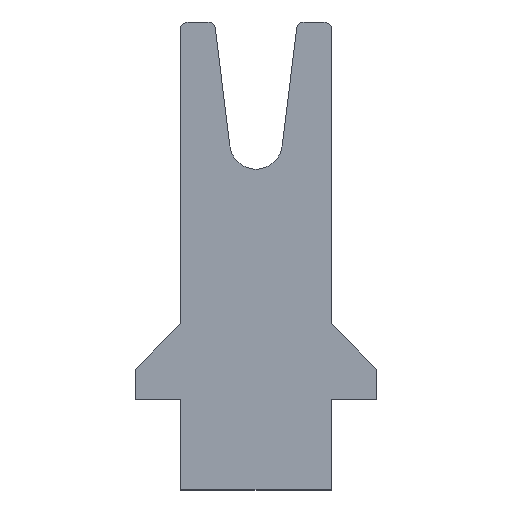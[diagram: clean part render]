
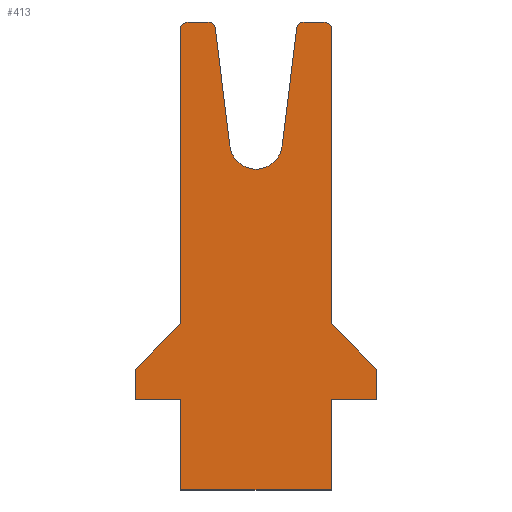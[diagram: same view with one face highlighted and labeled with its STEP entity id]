
A CAD part, top view. The second image highlights one B-rep face of the part: STEP entity #413.
In plain terms, the highlighted planar face has unit normal (0, 0, 1).
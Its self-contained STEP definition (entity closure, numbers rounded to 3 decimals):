
#16=PLANE('',#439);
#34=FACE_OUTER_BOUND('',#56,.T.);
#56=EDGE_LOOP('',(#294,#295,#296,#297,#298,#299,#300,#301,#302,#303,#304,
#305,#306,#307,#308,#309,#310,#311,#312,#313));
#78=LINE('',#595,#128);
#81=LINE('',#601,#131);
#82=LINE('',#605,#132);
#83=LINE('',#609,#133);
#84=LINE('',#613,#134);
#85=LINE('',#617,#135);
#86=LINE('',#619,#136);
#87=LINE('',#621,#137);
#88=LINE('',#623,#138);
#89=LINE('',#625,#139);
#90=LINE('',#627,#140);
#91=LINE('',#629,#141);
#92=LINE('',#631,#142);
#93=LINE('',#633,#143);
#94=LINE('',#634,#144);
#128=VECTOR('',#479,19.5);
#131=VECTOR('',#484,1.308);
#132=VECTOR('',#487,7.834);
#133=VECTOR('',#490,7.834);
#134=VECTOR('',#493,1.308);
#135=VECTOR('',#496,19.5);
#136=VECTOR('',#497,4.243);
#137=VECTOR('',#498,2.);
#138=VECTOR('',#499,3.);
#139=VECTOR('',#500,6.);
#140=VECTOR('',#501,10.);
#141=VECTOR('',#502,6.);
#142=VECTOR('',#503,3.);
#143=VECTOR('',#504,2.);
#144=VECTOR('',#505,4.243);
#177=CIRCLE('',#437,0.5);
#178=CIRCLE('',#440,0.5);
#179=CIRCLE('',#441,1.75);
#180=CIRCLE('',#442,0.5);
#181=CIRCLE('',#443,0.5);
#188=VERTEX_POINT('',#588);
#189=VERTEX_POINT('',#590);
#190=VERTEX_POINT('',#594);
#192=VERTEX_POINT('',#600);
#193=VERTEX_POINT('',#602);
#194=VERTEX_POINT('',#604);
#195=VERTEX_POINT('',#606);
#196=VERTEX_POINT('',#608);
#197=VERTEX_POINT('',#610);
#198=VERTEX_POINT('',#612);
#199=VERTEX_POINT('',#614);
#200=VERTEX_POINT('',#616);
#201=VERTEX_POINT('',#618);
#202=VERTEX_POINT('',#620);
#203=VERTEX_POINT('',#622);
#204=VERTEX_POINT('',#624);
#205=VERTEX_POINT('',#626);
#206=VERTEX_POINT('',#628);
#207=VERTEX_POINT('',#630);
#208=VERTEX_POINT('',#632);
#228=EDGE_CURVE('',#188,#189,#177,.T.);
#230=EDGE_CURVE('',#190,#189,#78,.T.);
#233=EDGE_CURVE('',#188,#192,#81,.T.);
#234=EDGE_CURVE('',#193,#192,#178,.T.);
#235=EDGE_CURVE('',#193,#194,#82,.T.);
#236=EDGE_CURVE('',#194,#195,#179,.T.);
#237=EDGE_CURVE('',#195,#196,#83,.T.);
#238=EDGE_CURVE('',#197,#196,#180,.T.);
#239=EDGE_CURVE('',#197,#198,#84,.T.);
#240=EDGE_CURVE('',#199,#198,#181,.T.);
#241=EDGE_CURVE('',#199,#200,#85,.T.);
#242=EDGE_CURVE('',#201,#200,#86,.T.);
#243=EDGE_CURVE('',#201,#202,#87,.T.);
#244=EDGE_CURVE('',#202,#203,#88,.T.);
#245=EDGE_CURVE('',#203,#204,#89,.T.);
#246=EDGE_CURVE('',#204,#205,#90,.T.);
#247=EDGE_CURVE('',#205,#206,#91,.T.);
#248=EDGE_CURVE('',#206,#207,#92,.T.);
#249=EDGE_CURVE('',#207,#208,#93,.T.);
#250=EDGE_CURVE('',#190,#208,#94,.T.);
#294=ORIENTED_EDGE('',*,*,#228,.F.);
#295=ORIENTED_EDGE('',*,*,#233,.T.);
#296=ORIENTED_EDGE('',*,*,#234,.F.);
#297=ORIENTED_EDGE('',*,*,#235,.T.);
#298=ORIENTED_EDGE('',*,*,#236,.T.);
#299=ORIENTED_EDGE('',*,*,#237,.T.);
#300=ORIENTED_EDGE('',*,*,#238,.F.);
#301=ORIENTED_EDGE('',*,*,#239,.T.);
#302=ORIENTED_EDGE('',*,*,#240,.F.);
#303=ORIENTED_EDGE('',*,*,#241,.T.);
#304=ORIENTED_EDGE('',*,*,#242,.F.);
#305=ORIENTED_EDGE('',*,*,#243,.T.);
#306=ORIENTED_EDGE('',*,*,#244,.T.);
#307=ORIENTED_EDGE('',*,*,#245,.T.);
#308=ORIENTED_EDGE('',*,*,#246,.T.);
#309=ORIENTED_EDGE('',*,*,#247,.T.);
#310=ORIENTED_EDGE('',*,*,#248,.T.);
#311=ORIENTED_EDGE('',*,*,#249,.T.);
#312=ORIENTED_EDGE('',*,*,#250,.F.);
#313=ORIENTED_EDGE('',*,*,#230,.T.);
#413=ADVANCED_FACE('',(#34),#16,.T.);
#437=AXIS2_PLACEMENT_3D('',#591,#474,#475);
#439=AXIS2_PLACEMENT_3D('',#599,#482,#483);
#440=AXIS2_PLACEMENT_3D('',#603,#485,#486);
#441=AXIS2_PLACEMENT_3D('',#607,#488,#489);
#442=AXIS2_PLACEMENT_3D('',#611,#491,#492);
#443=AXIS2_PLACEMENT_3D('',#615,#494,#495);
#474=DIRECTION('center_axis',(0.,0.,-1.));
#475=DIRECTION('ref_axis',(0.707,0.707,0.));
#479=DIRECTION('',(0.,1.,0.));
#482=DIRECTION('center_axis',(0.,0.,1.));
#483=DIRECTION('ref_axis',(1.,0.,0.));
#484=DIRECTION('',(-1.,0.,0.));
#485=DIRECTION('center_axis',(0.,0.,-1.));
#486=DIRECTION('ref_axis',(-0.662,0.749,0.));
#487=DIRECTION('',(-0.122,-0.992,0.));
#488=DIRECTION('center_axis',(0.,0.,-1.));
#489=DIRECTION('ref_axis',(1.,0.,0.));
#490=DIRECTION('',(-0.122,0.992,0.));
#491=DIRECTION('center_axis',(0.,0.,-1.));
#492=DIRECTION('ref_axis',(0.662,0.749,0.));
#493=DIRECTION('',(-1.,0.,0.));
#494=DIRECTION('center_axis',(0.,0.,-1.));
#495=DIRECTION('ref_axis',(-0.707,0.707,0.));
#496=DIRECTION('',(0.,-1.,0.));
#497=DIRECTION('',(0.707,0.707,0.));
#498=DIRECTION('',(0.,-1.,0.));
#499=DIRECTION('',(1.,0.,0.));
#500=DIRECTION('',(0.,-1.,0.));
#501=DIRECTION('',(1.,0.,0.));
#502=DIRECTION('',(0.,1.,0.));
#503=DIRECTION('',(1.,0.,0.));
#504=DIRECTION('',(0.,1.,0.));
#505=DIRECTION('',(0.707,-0.707,0.));
#588=CARTESIAN_POINT('',(9.5,25.,6.));
#590=CARTESIAN_POINT('',(10.,24.5,6.));
#591=CARTESIAN_POINT('Origin',(9.5,24.5,6.));
#594=CARTESIAN_POINT('',(10.,5.,6.));
#595=CARTESIAN_POINT('',(10.,2.,6.));
#599=CARTESIAN_POINT('Origin',(5.,1.,6.));
#600=CARTESIAN_POINT('',(8.192,25.,6.));
#601=CARTESIAN_POINT('',(10.,25.,6.));
#602=CARTESIAN_POINT('',(7.696,24.561,6.));
#603=CARTESIAN_POINT('Origin',(8.192,24.5,6.));
#604=CARTESIAN_POINT('',(6.737,16.786,6.));
#605=CARTESIAN_POINT('',(6.271,13.013,6.));
#606=CARTESIAN_POINT('',(3.263,16.786,6.));
#607=CARTESIAN_POINT('Origin',(5.,17.,6.));
#608=CARTESIAN_POINT('',(2.304,24.561,6.));
#609=CARTESIAN_POINT('',(4.235,8.906,6.));
#610=CARTESIAN_POINT('',(1.808,25.,6.));
#611=CARTESIAN_POINT('Origin',(1.808,24.5,6.));
#612=CARTESIAN_POINT('',(0.5,25.,6.));
#613=CARTESIAN_POINT('',(10.,25.,6.));
#614=CARTESIAN_POINT('',(0.,24.5,6.));
#615=CARTESIAN_POINT('Origin',(0.5,24.5,6.));
#616=CARTESIAN_POINT('',(0.,5.,6.));
#617=CARTESIAN_POINT('',(0.,25.,6.));
#618=CARTESIAN_POINT('',(-3.,2.,6.));
#619=CARTESIAN_POINT('',(-0.5,4.5,6.));
#620=CARTESIAN_POINT('',(-3.,0.,6.));
#621=CARTESIAN_POINT('',(-3.,2.,6.));
#622=CARTESIAN_POINT('',(0.,0.,6.));
#623=CARTESIAN_POINT('',(-3.,0.,6.));
#624=CARTESIAN_POINT('',(0.,-6.,6.));
#625=CARTESIAN_POINT('',(0.,0.,6.));
#626=CARTESIAN_POINT('',(10.,-6.,6.));
#627=CARTESIAN_POINT('',(0.,-6.,6.));
#628=CARTESIAN_POINT('',(10.,0.,6.));
#629=CARTESIAN_POINT('',(10.,-6.,6.));
#630=CARTESIAN_POINT('',(13.,0.,6.));
#631=CARTESIAN_POINT('',(-3.,0.,6.));
#632=CARTESIAN_POINT('',(13.,2.,6.));
#633=CARTESIAN_POINT('',(13.,0.,6.));
#634=CARTESIAN_POINT('',(10.5,4.5,6.));
